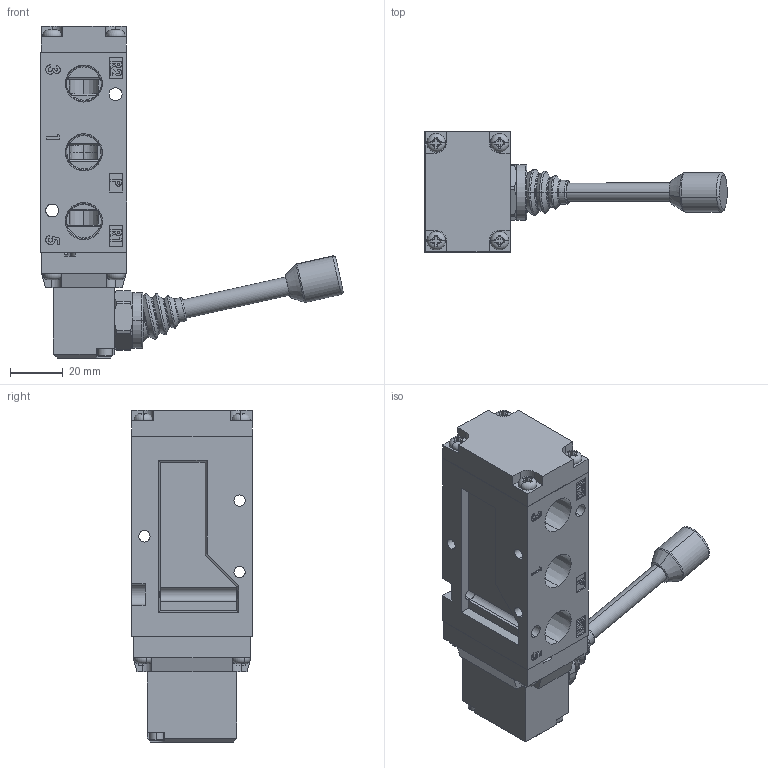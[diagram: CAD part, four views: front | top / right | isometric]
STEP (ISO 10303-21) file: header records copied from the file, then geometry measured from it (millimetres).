
FILE_DESCRIPTION (( 'STEP AP203' ), '1' );
FILE_NAME ('HLV550-S.STEP', '2016-01-12T10:14:39', ( 'yrd8' ), ( 'Hewlett-Packard Company' ), 'SwSTEP 2.0', 'SolidWorks 2008', '' );
FILE_SCHEMA (( 'CONFIG_CONTROL_DESIGN' ));
Length unit declared in the file: millimetre
Products named in the file (11): HLV550-S; SF5000 BODY; SF5000 Semi_ル遽; HLV-S(39.0); lever block_釭餌ル衛橈擠; 腊阿 权 杭飘(M3x40)_M3X40; HLV nut_釭餌ル衛橈擠; HLV Bellows-2(39.0); lever handle; SF5000 BODY COVER; BodyCoverBolt(M4xL14)_ル遽
Assembly tree (18 placements, depth 3):
  HLV550-S
    BodyCoverBolt(M4xL14)_ル遽  x8
    SF5000 Semi_ル遽
    SF5000 BODY
    HLV-S(39.0)
      腊阿 权 杭飘(M3x40)_M3X40  x2
      HLV Bellows-2(39.0)
      lever handle
      lever block_釭餌ル衛橈擠
      HLV nut_釭餌ル衛橈擠
    SF5000 BODY COVER
Bounding box: 114.28 x 45.5 x 125.5 mm (x, y, z)
Volume: 124761.5 mm3; surface area: 54426.9 mm2
Topology: 17 solids, 17 shells, 1062 faces, 2776 edges, 1749 vertices
Faces by surface type: plane 551, cylinder 171, bspline 139, cone 119, torus 82
Entity records: 31908 total; most frequent: CARTESIAN_POINT 10699, ORIENTED_EDGE 4296, DIRECTION 3876, EDGE_CURVE 2148, VERTEX_POINT 1376, AXIS2_PLACEMENT_3D 1359, LINE 1158, VECTOR 1158
